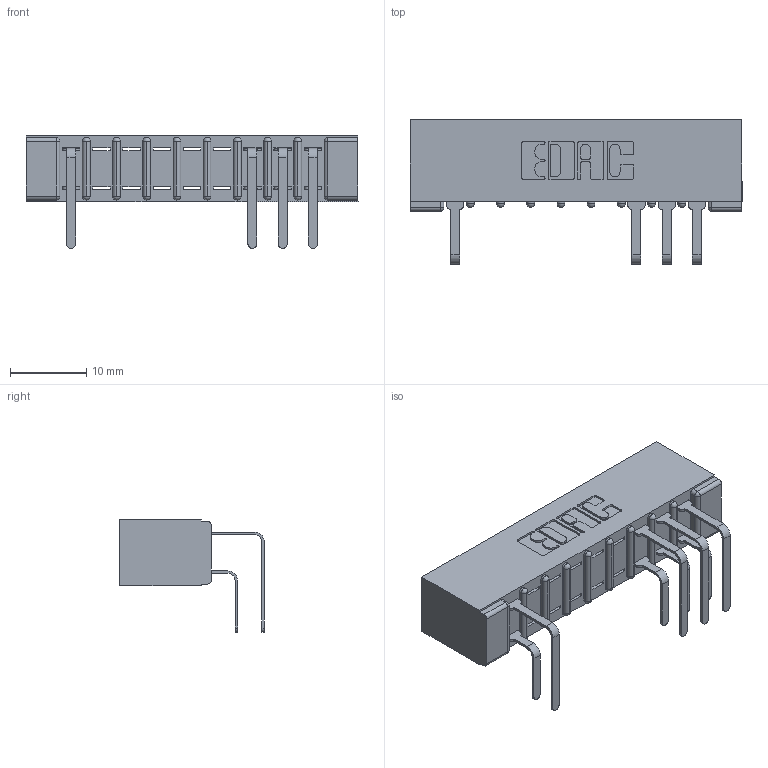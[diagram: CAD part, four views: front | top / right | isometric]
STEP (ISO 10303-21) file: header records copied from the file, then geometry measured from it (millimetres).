
FILE_DESCRIPTION (( 'STEP AP203' ), '1' );
FILE_NAME ('357-018-558-201.STEP', '2018-08-08T05:50:02', ( '' ), ( '' ), 'SwSTEP 2.0', 'SolidWorks 2016', '' );
FILE_SCHEMA (( 'CONFIG_CONTROL_DESIGN' ));
Length unit declared in the file: inch
Products named in the file (4): 357-018-558-201; 307 Part_No Mounting Lugs; 307-290-001_558 559 - 1 (Single); 307-290-001_558 - 2 (Single)
Assembly tree (9 placements, depth 2):
  357-018-558-201
    307 Part_No Mounting Lugs
    307-290-001_558 559 - 1 (Single)  x4
    307-290-001_558 - 2 (Single)  x4
Bounding box: 43.54 x 18.96 x 14.81 mm (x, y, z)
Volume: 2988.3 mm3; surface area: 4505.8 mm2
Topology: 9 solids, 9 shells, 620 faces, 1755 edges, 1130 vertices
Faces by surface type: plane 390, cylinder 210, sphere 20
Entity records: 12921 total; most frequent: CARTESIAN_POINT 2165, ORIENTED_EDGE 2150, DIRECTION 2123, EDGE_CURVE 1075, LINE 811, VECTOR 811, VERTEX_POINT 698, AXIS2_PLACEMENT_3D 656
